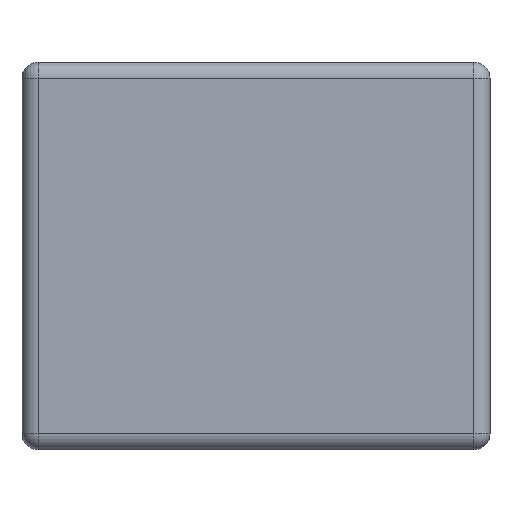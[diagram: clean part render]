
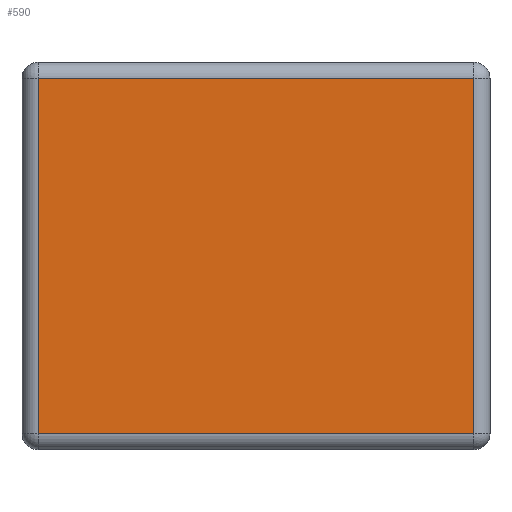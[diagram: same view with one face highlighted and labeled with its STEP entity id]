
A CAD part, left-side view. The second image highlights one B-rep face of the part: STEP entity #590.
In plain terms, the highlighted planar face has unit normal (-1, 0, 0).
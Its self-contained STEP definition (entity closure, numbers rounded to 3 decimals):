
#3 = EDGE_CURVE ( 'NONE', #1103, #1053, #756, .T. ) ;
#54 = CARTESIAN_POINT ( 'NONE',  ( -1., 0.05, -0.55 ) ) ;
#108 = DIRECTION ( 'NONE',  ( 0., 0., 1. ) ) ;
#112 = PLANE ( 'NONE',  #741 ) ;
#145 = CARTESIAN_POINT ( 'NONE',  ( -1., 1.4, -0.55 ) ) ;
#146 = VECTOR ( 'NONE', #890, 1000. ) ;
#208 = ORIENTED_EDGE ( 'NONE', *, *, #505, .T. ) ;
#241 = VECTOR ( 'NONE', #1033, 1000. ) ;
#243 = DIRECTION ( 'NONE',  ( 1., 0., 0. ) ) ;
#354 = ORIENTED_EDGE ( 'NONE', *, *, #540, .T. ) ;
#381 = VECTOR ( 'NONE', #108, 1000. ) ;
#473 = CARTESIAN_POINT ( 'NONE',  ( -1., 0.05, -0.6 ) ) ;
#483 = CARTESIAN_POINT ( 'NONE',  ( -1., 1.4, -0.6 ) ) ;
#505 = EDGE_CURVE ( 'NONE', #662, #732, #660, .T. ) ;
#540 = EDGE_CURVE ( 'NONE', #732, #1103, #704, .T. ) ;
#543 = CARTESIAN_POINT ( 'NONE',  ( -1., 0.05, 0.55 ) ) ;
#558 = CARTESIAN_POINT ( 'NONE',  ( -1., 1.45, 0.55 ) ) ;
#590 = ADVANCED_FACE ( 'NONE', ( #1378 ), #112, .F. ) ;
#611 = CARTESIAN_POINT ( 'NONE',  ( -1., 1.45, -0.6 ) ) ;
#660 = LINE ( 'NONE', #558, #146 ) ;
#662 = VERTEX_POINT ( 'NONE', #543 ) ;
#704 = LINE ( 'NONE', #483, #241 ) ;
#732 = VERTEX_POINT ( 'NONE', #999 ) ;
#741 = AXIS2_PLACEMENT_3D ( 'NONE', #611, #243, #909 ) ;
#756 = LINE ( 'NONE', #1069, #1274 ) ;
#771 = ORIENTED_EDGE ( 'NONE', *, *, #3, .T. ) ;
#791 = EDGE_LOOP ( 'NONE', ( #354, #771, #1163, #208 ) ) ;
#890 = DIRECTION ( 'NONE',  ( 0., 1., 0. ) ) ;
#909 = DIRECTION ( 'NONE',  ( 0., 0., -1. ) ) ;
#999 = CARTESIAN_POINT ( 'NONE',  ( -1., 1.4, 0.55 ) ) ;
#1033 = DIRECTION ( 'NONE',  ( 0., 0., -1. ) ) ;
#1053 = VERTEX_POINT ( 'NONE', #54 ) ;
#1069 = CARTESIAN_POINT ( 'NONE',  ( -1., 1.45, -0.55 ) ) ;
#1084 = DIRECTION ( 'NONE',  ( 0., -1., 0. ) ) ;
#1103 = VERTEX_POINT ( 'NONE', #145 ) ;
#1163 = ORIENTED_EDGE ( 'NONE', *, *, #1359, .T. ) ;
#1274 = VECTOR ( 'NONE', #1084, 1000. ) ;
#1342 = LINE ( 'NONE', #473, #381 ) ;
#1359 = EDGE_CURVE ( 'NONE', #1053, #662, #1342, .T. ) ;
#1378 = FACE_OUTER_BOUND ( 'NONE', #791, .T. ) ;
